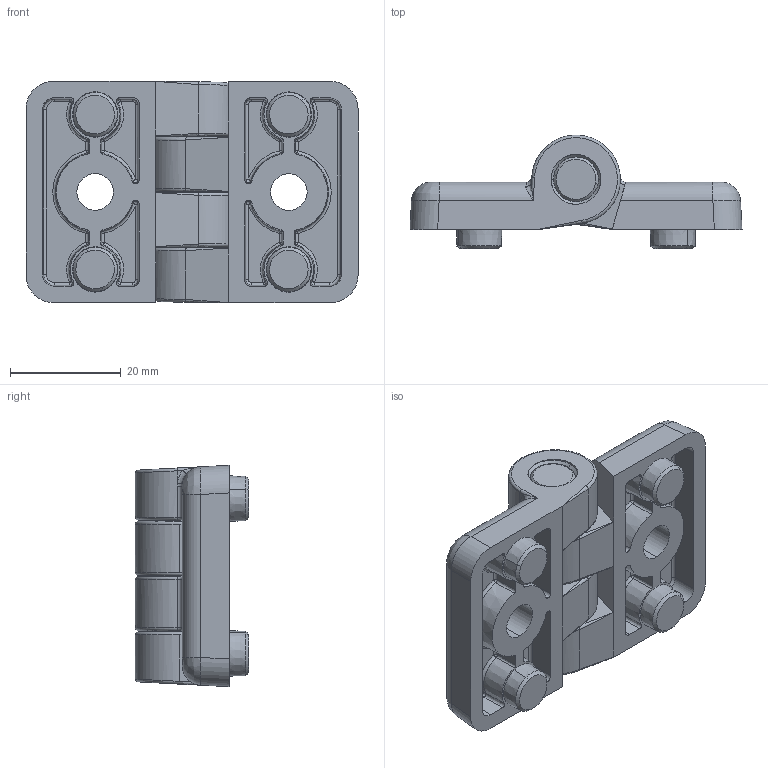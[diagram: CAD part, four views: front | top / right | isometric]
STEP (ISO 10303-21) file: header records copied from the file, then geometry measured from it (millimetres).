
FILE_DESCRIPTION (( 'STEP AP214' ), '1' );
FILE_NAME ('095ks3030f08.STEP', '2013-03-22T13:00:53', ( '' ), ( '' ), 'SwSTEP 2.0', 'SolidWorks 2012', '' );
FILE_SCHEMA (( 'AUTOMOTIVE_DESIGN' ));
Length unit declared in the file: millimetre
Products named in the file (4): 095ks3030f08; 095ks30f00_Standard; 095001z08k_095 001 z 08 k; 340me031e_Standard
Assembly tree (7 placements, depth 2):
  095ks3030f08
    095ks30f00_Standard  x2
    095001z08k_095 001 z 08 k  x4
    340me031e_Standard
Bounding box: 60 x 20.5 x 40.01 mm (x, y, z)
Volume: 19384.9 mm3; surface area: 13072.9 mm2
Topology: 7 solids, 7 shells, 455 faces, 1098 edges, 642 vertices
Faces by surface type: cylinder 164, cone 82, plane 79, bspline 62, torus 44, sphere 24
Entity records: 7844 total; most frequent: CARTESIAN_POINT 3540, ORIENTED_EDGE 896, DIRECTION 846, EDGE_CURVE 448, AXIS2_PLACEMENT_3D 348, VERTEX_POINT 267, EDGE_LOOP 207, ADVANCED_FACE 194
